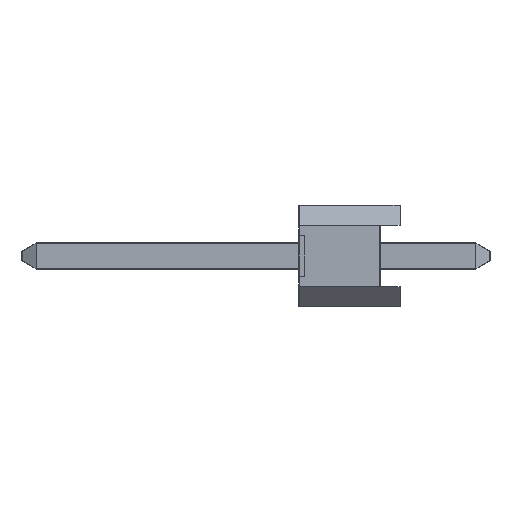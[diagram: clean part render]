
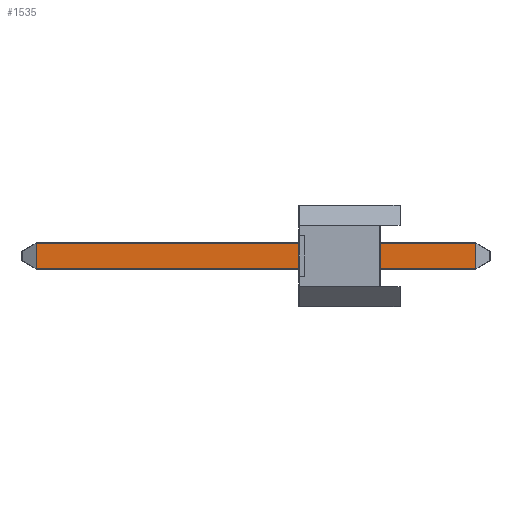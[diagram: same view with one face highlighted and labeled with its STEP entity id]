
A CAD part, left-side view. The second image highlights one B-rep face of the part: STEP entity #1535.
In plain terms, the highlighted planar face has unit normal (-1, 0, 0).
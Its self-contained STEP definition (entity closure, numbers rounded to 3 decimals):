
#97 = LINE ( 'NONE', #3048, #504 ) ;
#114 = CARTESIAN_POINT ( 'NONE',  ( -0.32, 0.346, -0.31 ) ) ;
#258 = CARTESIAN_POINT ( 'NONE',  ( -0.32, 11.154, -0.32 ) ) ;
#408 = CARTESIAN_POINT ( 'NONE',  ( -0.32, 0.346, 0.31 ) ) ;
#417 = CARTESIAN_POINT ( 'NONE',  ( -0.32, 11.5, -0.32 ) ) ;
#420 = VERTEX_POINT ( 'NONE', #408 ) ;
#504 = VECTOR ( 'NONE', #3295, 1000. ) ;
#525 = LINE ( 'NONE', #258, #715 ) ;
#535 = EDGE_CURVE ( 'NONE', #2340, #3591, #3365, .T. ) ;
#674 = ORIENTED_EDGE ( 'NONE', *, *, #3166, .T. ) ;
#715 = VECTOR ( 'NONE', #2605, 1000. ) ;
#723 = ORIENTED_EDGE ( 'NONE', *, *, #2761, .T. ) ;
#755 = DIRECTION ( 'NONE',  ( 0., 0., -1. ) ) ;
#908 = FACE_OUTER_BOUND ( 'NONE', #2378, .T. ) ;
#1022 = AXIS2_PLACEMENT_3D ( 'NONE', #417, #2475, #755 ) ;
#1026 = DIRECTION ( 'NONE',  ( 0., 0., 1. ) ) ;
#1230 = LINE ( 'NONE', #2141, #1867 ) ;
#1499 = ORIENTED_EDGE ( 'NONE', *, *, #3224, .T. ) ;
#1506 = PLANE ( 'NONE',  #1022 ) ;
#1535 = ADVANCED_FACE ( 'NONE', ( #908 ), #1506, .F. ) ;
#1867 = VECTOR ( 'NONE', #1026, 1000. ) ;
#1990 = CARTESIAN_POINT ( 'NONE',  ( -0.32, 11.154, -0.31 ) ) ;
#2072 = VERTEX_POINT ( 'NONE', #2095 ) ;
#2095 = CARTESIAN_POINT ( 'NONE',  ( -0.32, 11.154, 0.31 ) ) ;
#2141 = CARTESIAN_POINT ( 'NONE',  ( -0.32, 0.346, -0.32 ) ) ;
#2340 = VERTEX_POINT ( 'NONE', #1990 ) ;
#2378 = EDGE_LOOP ( 'NONE', ( #723, #2698, #1499, #674 ) ) ;
#2475 = DIRECTION ( 'NONE',  ( 1., 0., 0. ) ) ;
#2548 = VECTOR ( 'NONE', #3690, 1000. ) ;
#2605 = DIRECTION ( 'NONE',  ( 0., 0., -1. ) ) ;
#2698 = ORIENTED_EDGE ( 'NONE', *, *, #535, .T. ) ;
#2761 = EDGE_CURVE ( 'NONE', #2072, #2340, #525, .T. ) ;
#3048 = CARTESIAN_POINT ( 'NONE',  ( -0.32, 11.5, 0.31 ) ) ;
#3166 = EDGE_CURVE ( 'NONE', #420, #2072, #97, .T. ) ;
#3224 = EDGE_CURVE ( 'NONE', #3591, #420, #1230, .T. ) ;
#3295 = DIRECTION ( 'NONE',  ( 0., 1., 0. ) ) ;
#3365 = LINE ( 'NONE', #3384, #2548 ) ;
#3384 = CARTESIAN_POINT ( 'NONE',  ( -0.32, 11.5, -0.31 ) ) ;
#3591 = VERTEX_POINT ( 'NONE', #114 ) ;
#3690 = DIRECTION ( 'NONE',  ( 0., -1., 0. ) ) ;
